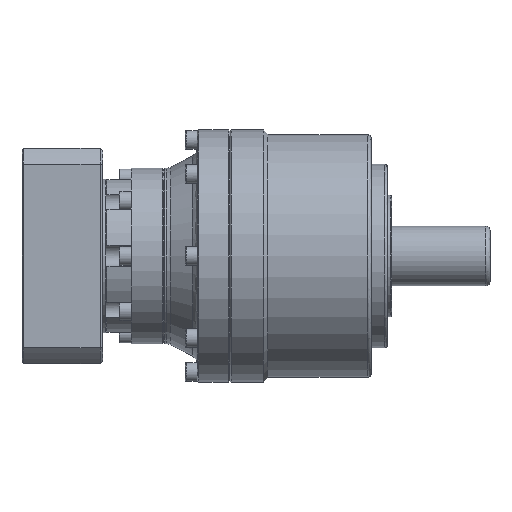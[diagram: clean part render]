
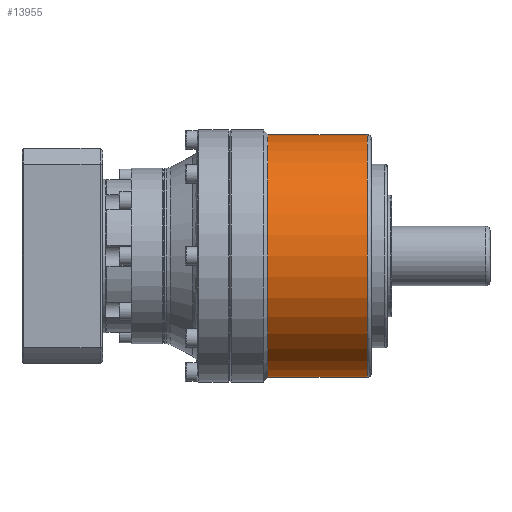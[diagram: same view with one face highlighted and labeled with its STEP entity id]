
A CAD part, front view. The second image highlights one B-rep face of the part: STEP entity #13955.
In plain terms, the highlighted cylindrical face has radius 45 mm (diameter 90 mm), a partial arc.
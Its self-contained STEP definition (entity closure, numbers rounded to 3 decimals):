
#590 = CARTESIAN_POINT ( 'NONE',  ( -45.5, 0., -45. ) ) ;
#1532 = DIRECTION ( 'NONE',  ( 0., 0., 1. ) ) ;
#2383 = DIRECTION ( 'NONE',  ( -1., 0., 0. ) ) ;
#2469 = CIRCLE ( 'NONE', #18601, 45. ) ;
#3483 = AXIS2_PLACEMENT_3D ( 'NONE', #25365, #12242, #27439 ) ;
#3533 = FACE_OUTER_BOUND ( 'NONE', #24482, .T. ) ;
#6337 = ORIENTED_EDGE ( 'NONE', *, *, #20153, .T. ) ;
#6373 = CARTESIAN_POINT ( 'NONE',  ( -82.409, 0., -45. ) ) ;
#6664 = VECTOR ( 'NONE', #9398, 1000. ) ;
#7355 = LINE ( 'NONE', #26862, #6664 ) ;
#7671 = ORIENTED_EDGE ( 'NONE', *, *, #14996, .F. ) ;
#8632 = CARTESIAN_POINT ( 'NONE',  ( -44., 0., -45. ) ) ;
#9398 = DIRECTION ( 'NONE',  ( -1., 0., 0. ) ) ;
#9862 = ORIENTED_EDGE ( 'NONE', *, *, #10440, .T. ) ;
#10305 = CARTESIAN_POINT ( 'NONE',  ( -82.409, 0., 45. ) ) ;
#10440 = EDGE_CURVE ( 'NONE', #14686, #10570, #2469, .T. ) ;
#10570 = VERTEX_POINT ( 'NONE', #22637 ) ;
#10717 = ORIENTED_EDGE ( 'NONE', *, *, #16821, .T. ) ;
#12242 = DIRECTION ( 'NONE',  ( 1., 0., 0. ) ) ;
#12541 = CYLINDRICAL_SURFACE ( 'NONE', #16697, 45. ) ;
#13799 = CIRCLE ( 'NONE', #3483, 45. ) ;
#13955 = ADVANCED_FACE ( 'NONE', ( #3533 ), #12541, .T. ) ;
#14686 = VERTEX_POINT ( 'NONE', #590 ) ;
#14996 = EDGE_CURVE ( 'NONE', #14686, #17331, #19981, .T. ) ;
#15379 = CARTESIAN_POINT ( 'NONE',  ( -45.5, 0., 0. ) ) ;
#16614 = CARTESIAN_POINT ( 'NONE',  ( -44., 0., 0. ) ) ;
#16697 = AXIS2_PLACEMENT_3D ( 'NONE', #16614, #27598, #1532 ) ;
#16821 = EDGE_CURVE ( 'NONE', #10570, #20823, #7355, .T. ) ;
#17331 = VERTEX_POINT ( 'NONE', #6373 ) ;
#17575 = DIRECTION ( 'NONE',  ( 0., 0., 1. ) ) ;
#18601 = AXIS2_PLACEMENT_3D ( 'NONE', #15379, #2383, #17575 ) ;
#19981 = LINE ( 'NONE', #8632, #25898 ) ;
#20153 = EDGE_CURVE ( 'NONE', #20823, #17331, #13799, .T. ) ;
#20823 = VERTEX_POINT ( 'NONE', #10305 ) ;
#22637 = CARTESIAN_POINT ( 'NONE',  ( -45.5, 0., 45. ) ) ;
#24482 = EDGE_LOOP ( 'NONE', ( #7671, #9862, #10717, #6337 ) ) ;
#25365 = CARTESIAN_POINT ( 'NONE',  ( -82.409, 0., 0. ) ) ;
#25898 = VECTOR ( 'NONE', #28258, 1000. ) ;
#26862 = CARTESIAN_POINT ( 'NONE',  ( -44., 0., 45. ) ) ;
#27439 = DIRECTION ( 'NONE',  ( 0., 0., 1. ) ) ;
#27598 = DIRECTION ( 'NONE',  ( -1., 0., 0. ) ) ;
#28258 = DIRECTION ( 'NONE',  ( -1., 0., 0. ) ) ;
